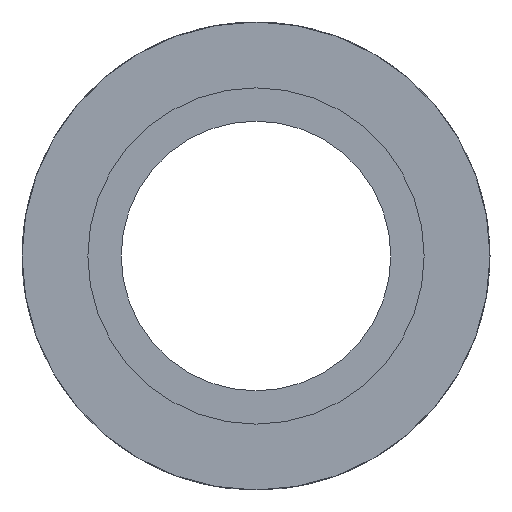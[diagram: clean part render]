
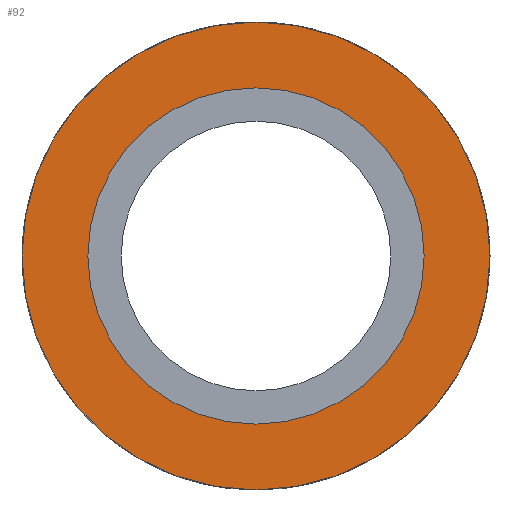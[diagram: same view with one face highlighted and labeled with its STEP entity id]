
A CAD part, left-side view. The second image highlights one B-rep face of the part: STEP entity #92.
In plain terms, the highlighted planar face has unit normal (-1, 0, 0).
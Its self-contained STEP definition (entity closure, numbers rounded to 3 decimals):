
#92 = ADVANCED_FACE( '', ( #226, #227 ), #228, .T. );
#226 = FACE_BOUND( '', #461, .T. );
#227 = FACE_OUTER_BOUND( '', #462, .T. );
#228 = PLANE( '', #463 );
#461 = EDGE_LOOP( '', ( #783 ) );
#462 = EDGE_LOOP( '', ( #784 ) );
#463 = AXIS2_PLACEMENT_3D( '', #785, #786, #787 );
#783 = ORIENTED_EDGE( '', *, *, #1441, .T. );
#784 = ORIENTED_EDGE( '', *, *, #1442, .F. );
#785 = CARTESIAN_POINT( '', ( -40., 14.75, 0. ) );
#786 = DIRECTION( '', ( -1., 0., 0. ) );
#787 = DIRECTION( '', ( 0., 0., 1. ) );
#1441 = EDGE_CURVE( '', #1719, #1719, #1720, .T. );
#1442 = EDGE_CURVE( '', #1721, #1721, #1722, .T. );
#1719 = VERTEX_POINT( '', #2103 );
#1720 = CIRCLE( '', #2104, 10.6 );
#1721 = VERTEX_POINT( '', #2105 );
#1722 = CIRCLE( '', #2106, 14.75 );
#2103 = CARTESIAN_POINT( '', ( -40., 0., -10.6 ) );
#2104 = AXIS2_PLACEMENT_3D( '', #2557, #2558, #2559 );
#2105 = CARTESIAN_POINT( '', ( -40., 0., -14.75 ) );
#2106 = AXIS2_PLACEMENT_3D( '', #2560, #2561, #2562 );
#2557 = CARTESIAN_POINT( '', ( -40., 0., 0. ) );
#2558 = DIRECTION( '', ( 1., 0., 0. ) );
#2559 = DIRECTION( '', ( 0., 0., -1. ) );
#2560 = CARTESIAN_POINT( '', ( -40., 0., 0. ) );
#2561 = DIRECTION( '', ( 1., 0., 0. ) );
#2562 = DIRECTION( '', ( 0., 0., -1. ) );
